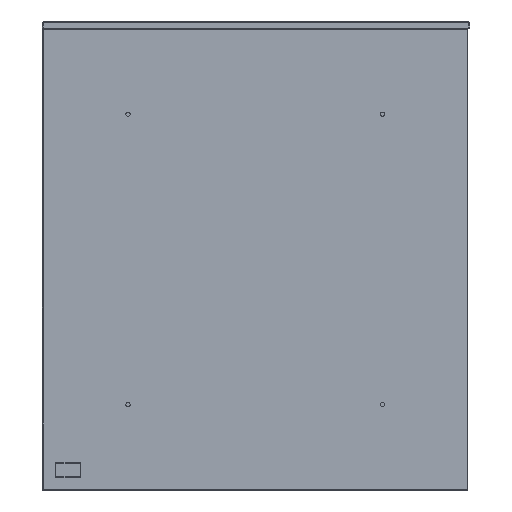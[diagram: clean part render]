
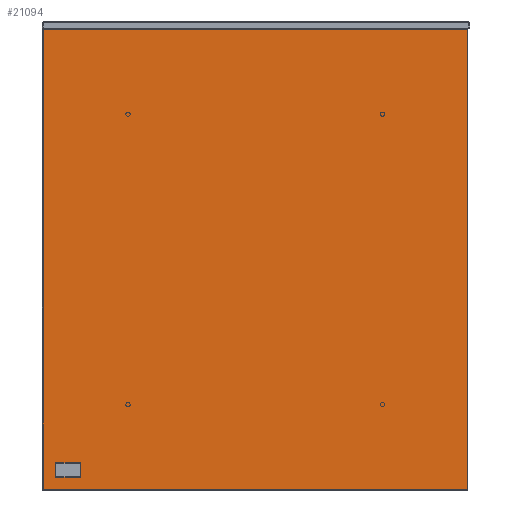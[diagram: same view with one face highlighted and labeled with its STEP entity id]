
A CAD part, left-side view. The second image highlights one B-rep face of the part: STEP entity #21094.
In plain terms, the highlighted planar face has unit normal (-1, 0, 0).
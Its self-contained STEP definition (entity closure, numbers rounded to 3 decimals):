
#20832=CARTESIAN_POINT('',(-4750.693,10231.25,-596.869));
#20833=VERTEX_POINT('',#20832);
#20834=CARTESIAN_POINT('',(-4750.693,10231.25,-59.131));
#20835=VERTEX_POINT('',#20834);
#20836=CARTESIAN_POINT('',(-4750.693,10231.25,-596.869));
#20837=DIRECTION('',(0.0,0.0,1.0));
#20838=VECTOR('',#20837,537.737);
#20839=LINE('',#20836,#20838);
#20840=EDGE_CURVE('',#20833,#20835,#20839,.T.);
#20863=CARTESIAN_POINT('',(-4750.693,10230.919,-58.8));
#20864=VERTEX_POINT('',#20863);
#20865=CARTESIAN_POINT('',(-4750.693,10231.25,-59.131));
#20866=DIRECTION('',(0.0,-0.707,0.707));
#20867=VECTOR('',#20866,0.469);
#20868=LINE('',#20865,#20867);
#20869=EDGE_CURVE('',#20835,#20864,#20868,.T.);
#20887=CARTESIAN_POINT('',(-4750.693,9735.181,-58.8));
#20888=VERTEX_POINT('',#20887);
#20889=CARTESIAN_POINT('',(-4750.693,10230.919,-58.8));
#20890=DIRECTION('',(0.0,-1.0,0.0));
#20891=VECTOR('',#20890,495.737);
#20892=LINE('',#20889,#20891);
#20893=EDGE_CURVE('',#20864,#20888,#20892,.T.);
#20920=CARTESIAN_POINT('',(-4750.693,9734.85,-59.131));
#20921=VERTEX_POINT('',#20920);
#20922=CARTESIAN_POINT('',(-4750.693,9735.181,-58.8));
#20923=DIRECTION('',(0.0,-0.707,-0.707));
#20924=VECTOR('',#20923,0.469);
#20925=LINE('',#20922,#20924);
#20926=EDGE_CURVE('',#20888,#20921,#20925,.T.);
#20951=CARTESIAN_POINT('',(-4750.693,9734.85,-596.869));
#20952=VERTEX_POINT('',#20951);
#20953=CARTESIAN_POINT('',(-4750.693,9734.85,-59.131));
#20954=DIRECTION('',(0.0,0.0,-1.0));
#20955=VECTOR('',#20954,537.737);
#20956=LINE('',#20953,#20955);
#20957=EDGE_CURVE('',#20921,#20952,#20956,.T.);
#20982=CARTESIAN_POINT('',(-4750.693,9735.181,-597.2));
#20983=VERTEX_POINT('',#20982);
#20984=CARTESIAN_POINT('',(-4750.693,9734.85,-596.869));
#20985=DIRECTION('',(0.0,0.707,-0.707));
#20986=VECTOR('',#20985,0.469);
#20987=LINE('',#20984,#20986);
#20988=EDGE_CURVE('',#20952,#20983,#20987,.T.);
#21011=CARTESIAN_POINT('',(-4750.693,10230.919,-597.2));
#21012=VERTEX_POINT('',#21011);
#21013=CARTESIAN_POINT('',(-4750.693,9735.181,-597.2));
#21014=DIRECTION('',(0.0,1.0,0.0));
#21015=VECTOR('',#21014,495.737);
#21016=LINE('',#21013,#21015);
#21017=EDGE_CURVE('',#20983,#21012,#21016,.T.);
#21035=CARTESIAN_POINT('',(-4750.693,10230.919,-597.2));
#21036=DIRECTION('',(0.0,0.707,0.707));
#21037=VECTOR('',#21036,0.469);
#21038=LINE('',#21035,#21037);
#21039=EDGE_CURVE('',#21012,#20833,#21038,.T.);
#21079=CARTESIAN_POINT('',(-4750.693,9983.05,-597.201));
#21080=DIRECTION('',(-1.0,0.0,0.0));
#21081=DIRECTION('',(0.0,0.0,1.0));
#21082=AXIS2_PLACEMENT_3D('',#21079,#21080,#21081);
#21083=PLANE('',#21082);
#21084=ORIENTED_EDGE('',*,*,#20840,.F.);
#21085=ORIENTED_EDGE('',*,*,#21039,.F.);
#21086=ORIENTED_EDGE('',*,*,#21017,.F.);
#21087=ORIENTED_EDGE('',*,*,#20988,.F.);
#21088=ORIENTED_EDGE('',*,*,#20957,.F.);
#21089=ORIENTED_EDGE('',*,*,#20926,.F.);
#21090=ORIENTED_EDGE('',*,*,#20893,.F.);
#21091=ORIENTED_EDGE('',*,*,#20869,.F.);
#21092=EDGE_LOOP('',(#21084,#21085,#21086,#21087,#21088,#21089,#21090,#21091));
#21093=FACE_OUTER_BOUND('',#21092,.T.);
#21094=ADVANCED_FACE('',(#21093),#21083,.T.);
